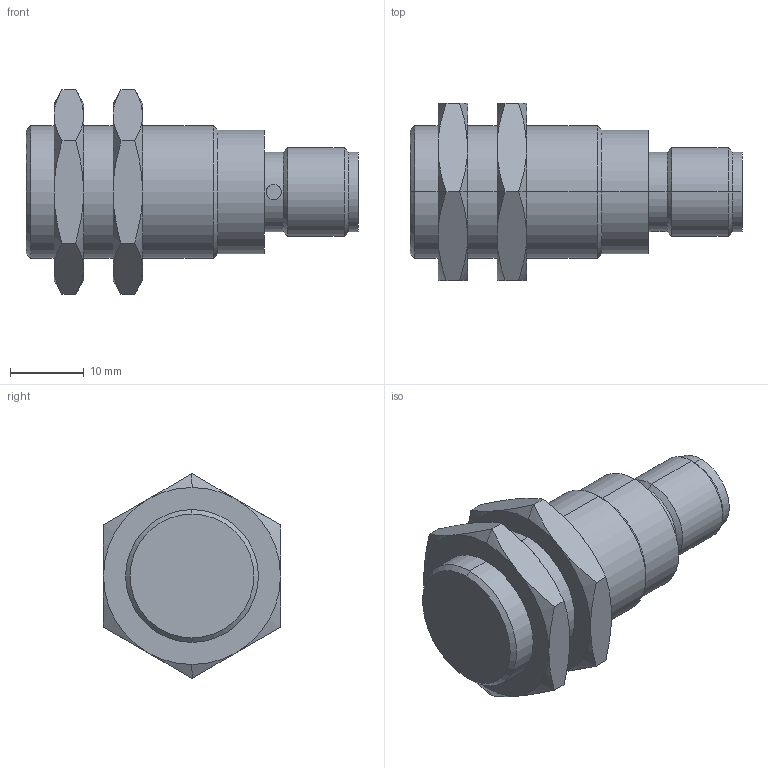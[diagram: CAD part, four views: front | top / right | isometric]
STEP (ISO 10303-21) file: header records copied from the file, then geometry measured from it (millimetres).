
FILE_DESCRIPTION(('starvars output'),'2;1');
FILE_NAME('cv20200403091440000025059.stp','09:14:40 2020/04/03',( 'Thomas Industrial Network Germany GmbH'),( 'Thomas Industrial Network Germany GmbH'),'unknown preprocess','ACIS' ,'unknown authorization');
FILE_SCHEMA(('AUTOMOTIVE_DESIGN_CC2 {UNKNOWN IMPLEMENTATION LEVEL}'));
Length unit declared in the file: millimetre
Products named in the file (1): PRODUCT_ID_1
Bounding box: 45 x 24 x 27.71 mm (x, y, z)
Volume: 10734.5 mm3; surface area: 4127.4 mm2
Topology: 1 solids, 1 shells, 93 faces, 194 edges, 114 vertices
Faces by surface type: cone 40, cylinder 28, plane 25
Entity records: 2737 total; most frequent: CARTESIAN_POINT 427, ORIENTED_EDGE 388, DIRECTION 210, EDGE_CURVE 194, VERTEX_POINT 114, EDGE_LOOP 104, FACE_BOUND 104, STYLED_ITEM 94
